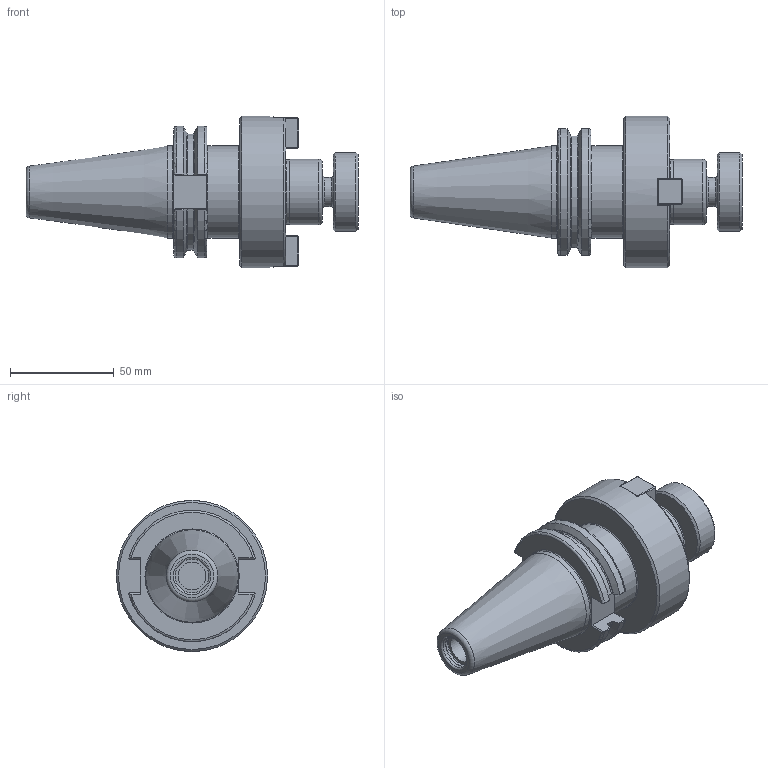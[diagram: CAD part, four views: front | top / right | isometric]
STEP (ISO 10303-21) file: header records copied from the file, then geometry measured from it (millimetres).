
FILE_DESCRIPTION(/* description */ (''),/* implementation_level */ '2;1');
FILE_NAME(/* name */ 'CAT40-SM125-0225.stp',/* time_stamp */ '2019-07-23T16:21:16-05:00',/* author */ ('ldfli'),/* organization */ ('Pioneer N.A.'),/* preprocessor_version */ 'ST-DEVELOPER v18',/* originating_system */ 'Autodesk Inventor LT',/* authorisation */ '');
FILE_SCHEMA (('AUTOMOTIVE_DESIGN { 1 0 10303 214 3 1 1 }'));
Length unit declared in the file: millimetre
Products named in the file (1): CAT40-SM125-0225
Bounding box: 160.25 x 73 x 73 mm (x, y, z)
Volume: 243641.5 mm3; surface area: 46645.2 mm2
Topology: 4 solids, 4 shells, 216 faces, 542 edges, 351 vertices
Faces by surface type: plane 128, cylinder 34, cone 21, torus 17, bspline 16
Full cylindrical faces by diameter (mm): 4.134 x2, 5 x2, 5.5 x2, 8.5 x2, 9.5 x2, 10 x1, 13.386 x1, 14 x1, 14.351 x1, 15.875 x1, 16.3 x1, 16.8 x1, 25 x1, 31.25 x1, 31.75 x1, 38 x1, 44.45 x2, 73 x1
Entity records: 7182 total; most frequent: CARTESIAN_POINT 1996, ORIENTED_EDGE 1078, DIRECTION 1058, EDGE_CURVE 539, AXIS2_PLACEMENT_3D 379, VERTEX_POINT 351, LINE 300, VECTOR 300
